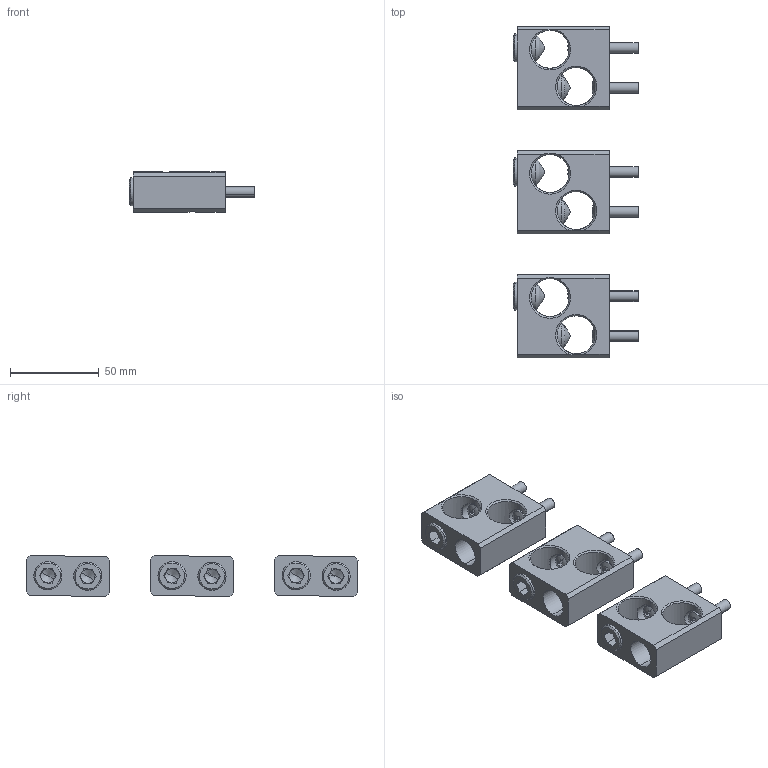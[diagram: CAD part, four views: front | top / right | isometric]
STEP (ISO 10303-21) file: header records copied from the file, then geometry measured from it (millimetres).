
FILE_DESCRIPTION((''),'2;1');
FILE_NAME('1SDH002065A1499_IGES','2020-07-29T15:06:02',('ITMADEL7'),(''),'CREO PARAMETRIC BY PTC INC, 2019030','CREO PARAMETRIC BY PTC INC, 2019030','');
FILE_SCHEMA(('AUTOMOTIVE_DESIGN { 1 0 10303 214 1 1 1 1 }'));
Length unit declared in the file: millimetre
Products named in the file (1): 1SDH002065A1499_IGES
Bounding box: 70.49 x 187.21 x 23.03 mm (x, y, z)
Volume: 109827.8 mm3; surface area: 43268.2 mm2
Topology: 3 solids, 3 shells, 393 faces, 1059 edges, 657 vertices
Faces by surface type: plane 177, cylinder 102, cone 78, sphere 30, torus 6
Entity records: 17092 total; most frequent: CARTESIAN_POINT 3761, DIRECTION 2157, ORIENTED_EDGE 2040, EDGE_CURVE 1020, AXIS2_PLACEMENT_3D 825, VERTEX_POINT 657, VECTOR 507, LINE 507
